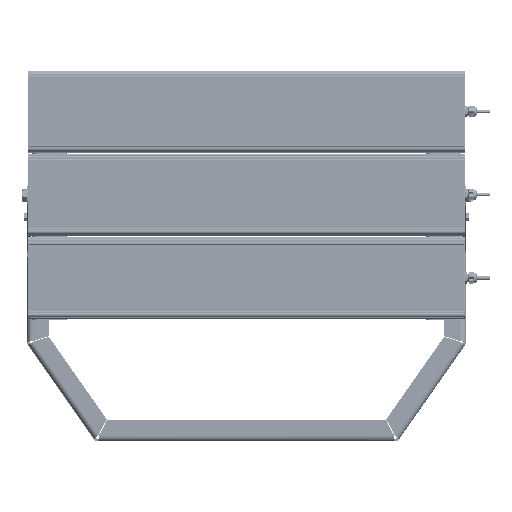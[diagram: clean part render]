
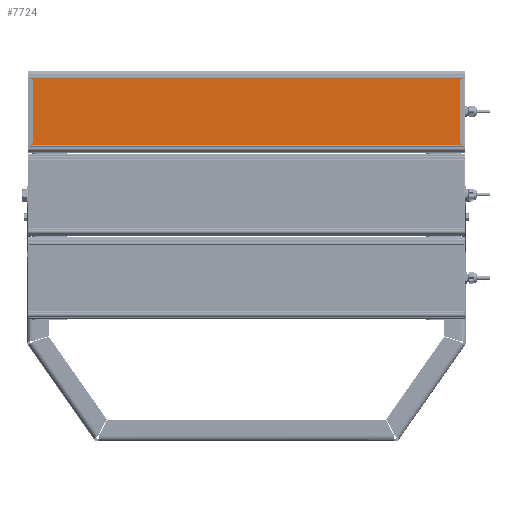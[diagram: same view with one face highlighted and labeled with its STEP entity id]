
A CAD part, front view. The second image highlights one B-rep face of the part: STEP entity #7724.
In plain terms, the highlighted face is planar.
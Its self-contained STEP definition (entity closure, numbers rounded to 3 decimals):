
#7724=ADVANCED_FACE('',(#23859),#23861,.T.);
#23859=FACE_BOUND('',#23860,.T.);
#23860=EDGE_LOOP('',(#55432,#55433,#55434,#55435));
#23861=PLANE('',#23862);
#23862=AXIS2_PLACEMENT_3D('',#23863,#23864,#23865);
#23863=CARTESIAN_POINT('',(2111.497,401.002,-34.582));
#23864=DIRECTION('',(0.,0.,-1.));
#23865=DIRECTION('',(0.,1.,0.));
#55432=ORIENTED_EDGE('',*,*,#63646,.F.);
#55433=ORIENTED_EDGE('',*,*,#63645,.T.);
#55434=ORIENTED_EDGE('',*,*,#63647,.F.);
#55435=ORIENTED_EDGE('',*,*,#63648,.F.);
#63645=EDGE_CURVE('',#71647,#71651,#71653,.T.);
#63646=EDGE_CURVE('',#71647,#71654,#71655,.T.);
#63647=EDGE_CURVE('',#71656,#71651,#71657,.T.);
#63648=EDGE_CURVE('',#71654,#71656,#71658,.T.);
#71647=VERTEX_POINT('',#103077);
#71651=VERTEX_POINT('',#103085);
#71653=LINE('',#103089,#103090);
#71654=VERTEX_POINT('',#103092);
#71655=LINE('',#103093,#103094);
#71656=VERTEX_POINT('',#103096);
#71657=LINE('',#103097,#103098);
#71658=LINE('',#103100,#103101);
#103077=CARTESIAN_POINT('',(2111.497,565.13,-34.582));
#103085=CARTESIAN_POINT('',(3107.497,565.13,-34.582));
#103089=CARTESIAN_POINT('',(2111.497,565.13,-34.582));
#103090=VECTOR('',#103091,1.);
#103091=DIRECTION('',(1.,0.,0.));
#103092=CARTESIAN_POINT('',(2111.497,401.002,-34.582));
#103093=CARTESIAN_POINT('',(2111.497,565.13,-34.582));
#103094=VECTOR('',#103095,1.);
#103095=DIRECTION('',(0.,-1.,0.));
#103096=CARTESIAN_POINT('',(3107.497,401.002,-34.582));
#103097=CARTESIAN_POINT('',(3107.497,401.002,-34.582));
#103098=VECTOR('',#103099,1.);
#103099=DIRECTION('',(0.,1.,0.));
#103100=CARTESIAN_POINT('',(2111.497,401.002,-34.582));
#103101=VECTOR('',#103102,1.);
#103102=DIRECTION('',(1.,0.,0.));
